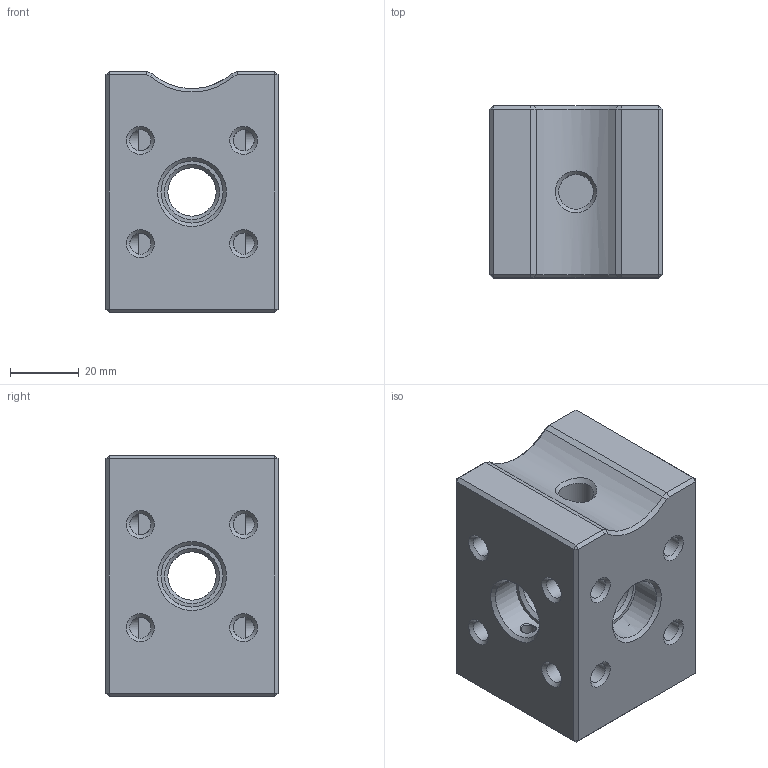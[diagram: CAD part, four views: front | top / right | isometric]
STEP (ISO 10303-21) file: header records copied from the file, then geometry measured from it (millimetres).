
FILE_DESCRIPTION(('FreeCAD Model'),'2;1');
FILE_NAME('cell-holder-rev3.step','2019-03-23T17:10:20',('Author'),(''), 'Open CASCADE STEP processor 6.8','FreeCAD','Unknown');
FILE_SCHEMA(('AUTOMOTIVE_DESIGN_CC2 { 1 2 10303 214 -1 1 5 4 }'));
Length unit declared in the file: millimetre
Products named in the file (2): ASSEMBLY; Chamfer004
Assembly tree (1 placements, depth 2):
  ASSEMBLY
    Chamfer004
Bounding box: 50 x 50 x 70 mm (x, y, z)
Volume: 142586.4 mm3; surface area: 27028.1 mm2
Topology: 1 solids, 1 shells, 137 faces, 302 edges, 173 vertices
Faces by surface type: plane 57, cylinder 36, cone 35, bspline 9
Full cylindrical faces by diameter (mm): 4.2 x5, 6 x4, 6.1 x16, 10.1 x2, 14 x4, 18 x4
Entity records: 13025 total; most frequent: CARTESIAN_POINT 7154, DIRECTION 1008, ORIENTED_EDGE 604, PCURVE 604, DEFINITIONAL_REPRESENTATION 604, LINE 471, VECTOR 471, EDGE_CURVE 302
